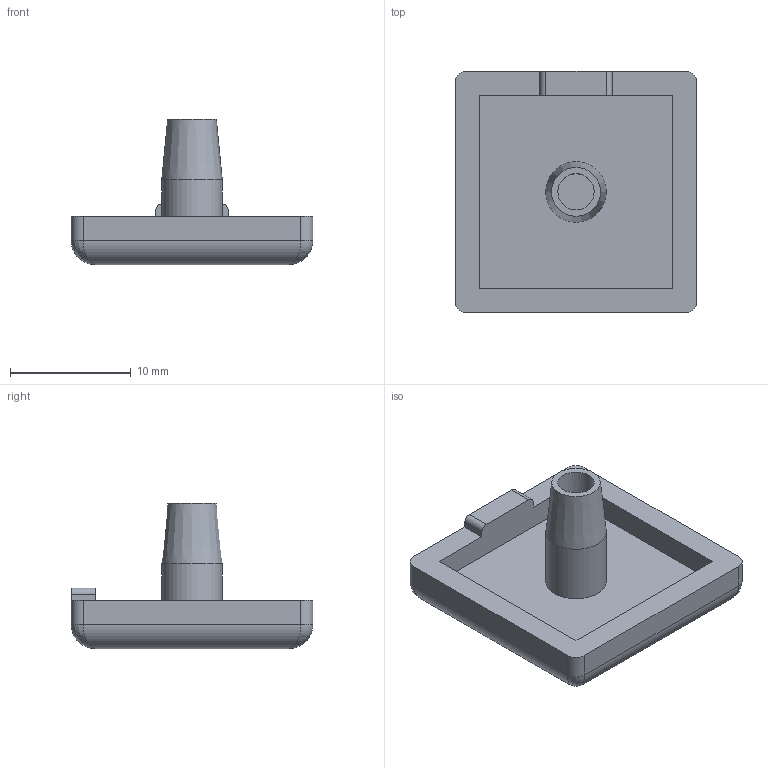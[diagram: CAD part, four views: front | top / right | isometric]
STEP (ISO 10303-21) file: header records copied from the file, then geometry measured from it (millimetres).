
FILE_DESCRIPTION(/* description */ ('Tappo 20x20'),/* implementation_level */ '2;1');
FILE_NAME(/* name */ 'CC20-20.stp',/* time_stamp */ '2022-06-17T14:04:23+02:00',/* author */ ('USER'),/* organization */ ('Microsoft'),/* preprocessor_version */ 'ST-DEVELOPER v18.1',/* originating_system */ 'Autodesk Inventor 2021',/* authorisation */ '');
FILE_SCHEMA (('AUTOMOTIVE_DESIGN { 1 0 10303 214 3 1 1 }'));
Length unit declared in the file: millimetre
Products named in the file (1): CC20-20
Bounding box: 20 x 20 x 12 mm (x, y, z)
Volume: 1139.3 mm3; surface area: 1422.2 mm2
Topology: 1 solids, 1 shells, 33 faces, 78 edges, 45 vertices
Faces by surface type: plane 16, cylinder 12, bspline 4, cone 1
Full cylindrical faces by diameter (mm): 3 x1, 5 x1
Entity records: 1554 total; most frequent: CARTESIAN_POINT 797, ORIENTED_EDGE 148, DIRECTION 143, EDGE_CURVE 74, LINE 49, VECTOR 49, AXIS2_PLACEMENT_3D 47, VERTEX_POINT 45
